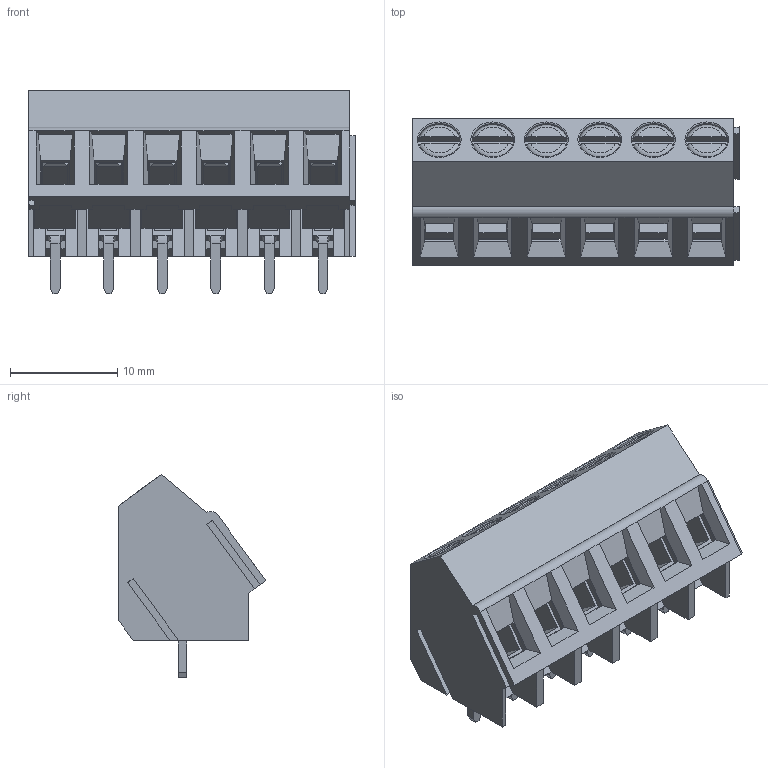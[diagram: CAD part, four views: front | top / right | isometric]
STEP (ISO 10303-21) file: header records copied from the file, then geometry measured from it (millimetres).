
FILE_DESCRIPTION(('STEP AP214'), '1');
FILE_NAME('DG103-5.0-03', '2018-03-17T09:02:25', ('Nobody'), (''), 'ASCON STEP Converter 1.3', 'ASCON Math Kernel', '');
FILE_SCHEMA(('AUTOMOTIVE_DESIGN { 1 0 10303 214 3 1 1}'));
Length unit declared in the file: millimetre
Assembly tree (19 placements, depth 2):
  (unnamed)
    (unnamed)
    (unnamed)  x6
    (unnamed)  x6
    (unnamed)  x6
Bounding box: 30.55 x 13.8 x 19 mm (x, y, z)
Volume: 2866.2 mm3; surface area: 6226.5 mm2
Topology: 19 solids, 19 shells, 687 faces, 1749 edges, 1106 vertices
Faces by surface type: plane 584, cylinder 73, torus 18, cone 12
Full cylindrical faces by diameter (mm): 1.8 x6, 2 x6, 2.5 x6, 2.6 x6, 4 x6, 4.1 x6
Entity records: 13783 total; most frequent: CARTESIAN_POINT 1946, ORIENTED_EDGE 1778, DIRECTION 1659, EDGE_CURVE 889, LINE 829, VECTOR 829, VERTEX_POINT 580, AXIS2_PLACEMENT_3D 415
